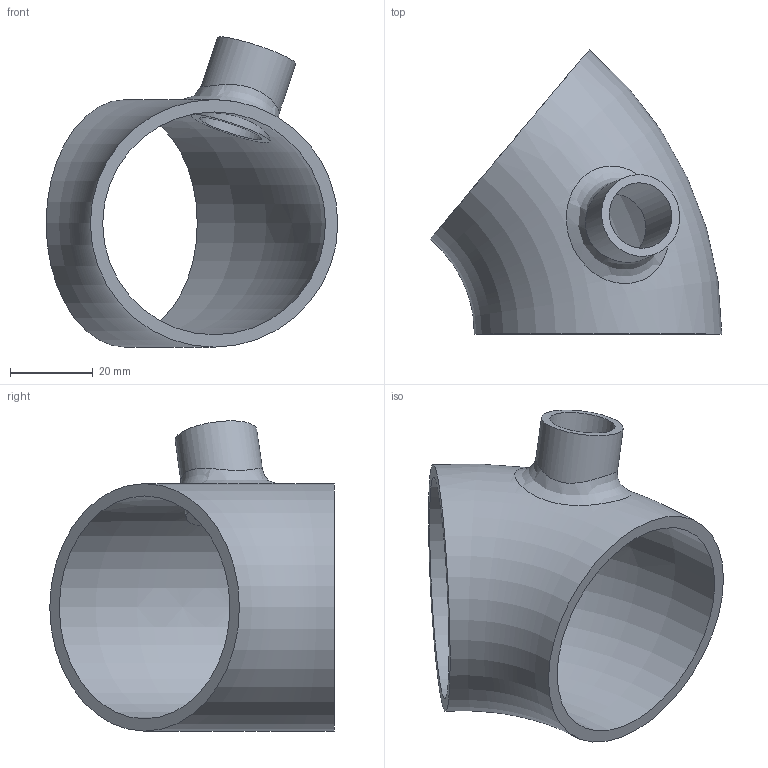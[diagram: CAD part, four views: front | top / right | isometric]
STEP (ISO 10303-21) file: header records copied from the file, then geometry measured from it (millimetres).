
FILE_DESCRIPTION(('FreeCAD Model'),'2;1');
FILE_NAME('Essai admission.step', '2021-09-27T18:52:41',('Author'),(''), 'Open CASCADE STEP processor 7.2','FreeCAD','Unknown');
FILE_SCHEMA(('AUTOMOTIVE_DESIGN { 1 0 10303 214 1 1 1 1 }'));
Length unit declared in the file: millimetre
Products named in the file (1): Cut002
Bounding box: 70.72 x 68.94 x 75.21 mm (x, y, z)
Volume: 29645.6 mm3; surface area: 21410.5 mm2
Topology: 1 solids, 1 shells, 10 faces, 18 edges, 12 vertices
Faces by surface type: plane 4, cylinder 3, torus 2, bspline 1
Full cylindrical faces by diameter (mm): 16 x1, 20 x2
Entity records: 1911 total; most frequent: CARTESIAN_POINT 1445, DIRECTION 71, ORIENTED_EDGE 36, PCURVE 36, DEFINITIONAL_REPRESENTATION 36, LINE 23, VECTOR 23, AXIS2_PLACEMENT_3D 20
